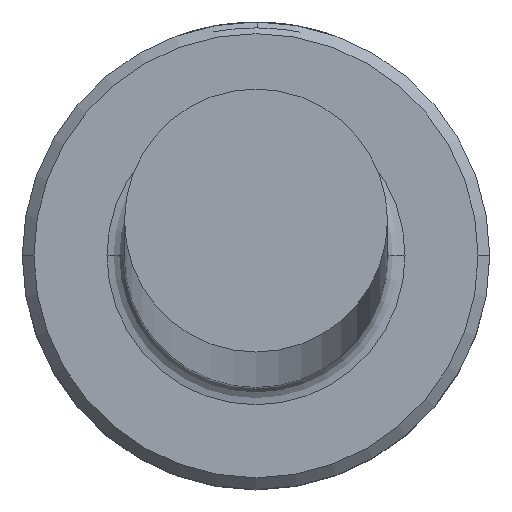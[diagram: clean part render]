
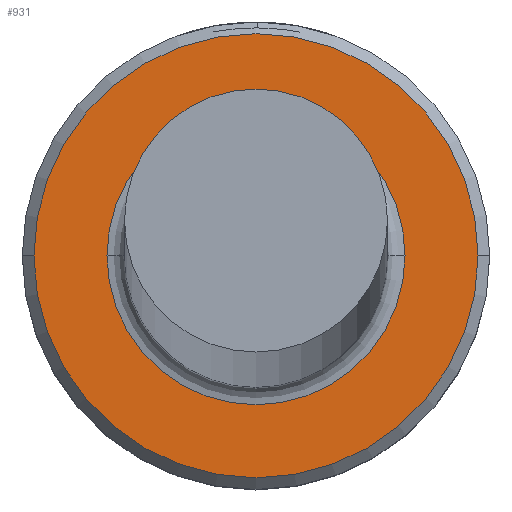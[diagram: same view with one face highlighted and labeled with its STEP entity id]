
A CAD part, top view. The second image highlights one B-rep face of the part: STEP entity #931.
In plain terms, the highlighted planar face has unit normal (0, 0, 1).
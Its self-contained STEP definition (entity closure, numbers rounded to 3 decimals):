
#19 = DIRECTION ( 'NONE',  ( 1., 0., 0. ) ) ;
#52 = CARTESIAN_POINT ( 'NONE',  ( 2.55, 0., 5. ) ) ;
#55 = CARTESIAN_POINT ( 'NONE',  ( 0., 0., 5. ) ) ;
#76 = CARTESIAN_POINT ( 'NONE',  ( 0., 0., 5. ) ) ;
#109 = EDGE_LOOP ( 'NONE', ( #459, #563 ) ) ;
#110 = PLANE ( 'NONE',  #403 ) ;
#154 = DIRECTION ( 'NONE',  ( 1., 0., 0. ) ) ;
#165 = CARTESIAN_POINT ( 'NONE',  ( 0., 0., 5. ) ) ;
#172 = DIRECTION ( 'NONE',  ( -1., 0., 0. ) ) ;
#253 = EDGE_CURVE ( 'NONE', #378, #697, #934, .T. ) ;
#263 = DIRECTION ( 'NONE',  ( 1., 0., 0. ) ) ;
#357 = CARTESIAN_POINT ( 'NONE',  ( -3.8, 0., 5. ) ) ;
#378 = VERTEX_POINT ( 'NONE', #625 ) ;
#382 = DIRECTION ( 'NONE',  ( 0., 0., -1. ) ) ;
#385 = ORIENTED_EDGE ( 'NONE', *, *, #641, .T. ) ;
#394 = CARTESIAN_POINT ( 'NONE',  ( 0., 0., 5. ) ) ;
#403 = AXIS2_PLACEMENT_3D ( 'NONE', #394, #565, #19 ) ;
#457 = EDGE_LOOP ( 'NONE', ( #385, #970 ) ) ;
#459 = ORIENTED_EDGE ( 'NONE', *, *, #821, .T. ) ;
#464 = CIRCLE ( 'NONE', #700, 3.8 ) ;
#552 = CIRCLE ( 'NONE', #965, 2.55 ) ;
#563 = ORIENTED_EDGE ( 'NONE', *, *, #695, .T. ) ;
#565 = DIRECTION ( 'NONE',  ( 0., 0., 1. ) ) ;
#618 = VERTEX_POINT ( 'NONE', #958 ) ;
#625 = CARTESIAN_POINT ( 'NONE',  ( 3.8, 0., 5. ) ) ;
#641 = EDGE_CURVE ( 'NONE', #697, #378, #464, .T. ) ;
#652 = AXIS2_PLACEMENT_3D ( 'NONE', #55, #692, #154 ) ;
#692 = DIRECTION ( 'NONE',  ( 0., 0., 1. ) ) ;
#695 = EDGE_CURVE ( 'NONE', #1154, #618, #871, .T. ) ;
#697 = VERTEX_POINT ( 'NONE', #357 ) ;
#700 = AXIS2_PLACEMENT_3D ( 'NONE', #165, #790, #263 ) ;
#711 = DIRECTION ( 'NONE',  ( 0., 0., -1. ) ) ;
#790 = DIRECTION ( 'NONE',  ( 0., 0., 1. ) ) ;
#817 = AXIS2_PLACEMENT_3D ( 'NONE', #76, #711, #172 ) ;
#821 = EDGE_CURVE ( 'NONE', #618, #1154, #552, .T. ) ;
#871 = CIRCLE ( 'NONE', #817, 2.55 ) ;
#890 = FACE_BOUND ( 'NONE', #109, .T. ) ;
#911 = FACE_OUTER_BOUND ( 'NONE', #457, .T. ) ;
#915 = CARTESIAN_POINT ( 'NONE',  ( 0., 0., 5. ) ) ;
#931 = ADVANCED_FACE ( 'NONE', ( #911, #890 ), #110, .T. ) ;
#934 = CIRCLE ( 'NONE', #652, 3.8 ) ;
#958 = CARTESIAN_POINT ( 'NONE',  ( -2.55, 0., 5. ) ) ;
#965 = AXIS2_PLACEMENT_3D ( 'NONE', #915, #382, #995 ) ;
#970 = ORIENTED_EDGE ( 'NONE', *, *, #253, .T. ) ;
#995 = DIRECTION ( 'NONE',  ( -1., 0., 0. ) ) ;
#1154 = VERTEX_POINT ( 'NONE', #52 ) ;
